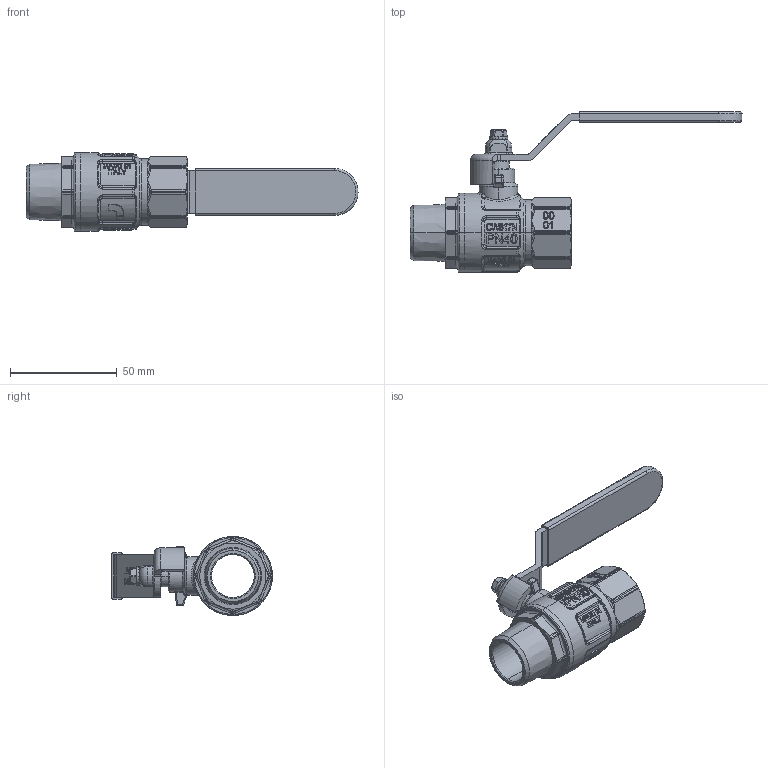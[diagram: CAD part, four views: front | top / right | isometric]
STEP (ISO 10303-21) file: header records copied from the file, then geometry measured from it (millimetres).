
FILE_DESCRIPTION (( 'STEP AP203' ), '1' );
FILE_NAME ('377B034.STEP', '2020-11-25T09:26:57', ( '' ), ( '' ), 'SwSTEP 2.0', 'SolidWorks 2018', '' );
FILE_SCHEMA (( 'CONFIG_CONTROL_DESIGN' ));
Products named in the file (1): 377B034
Bounding box: 155.5 x 75.3 x 37 mm (x, y, z)
Surface area: 24336.4 mm2 (no closed solid volume)
Topology: 0 solids, 6 shells, 1032 faces, 3191 edges, 2120 vertices
Faces by surface type: plane 366, bspline 326, cylinder 194, torus 91, cone 43, sphere 12
Entity records: 49387 total; most frequent: CARTESIAN_POINT 24076, ORIENTED_EDGE 5623, DIRECTION 4241, EDGE_CURVE 3165, VERTEX_POINT 2120, LINE 1429, VECTOR 1429, AXIS2_PLACEMENT_3D 1406
